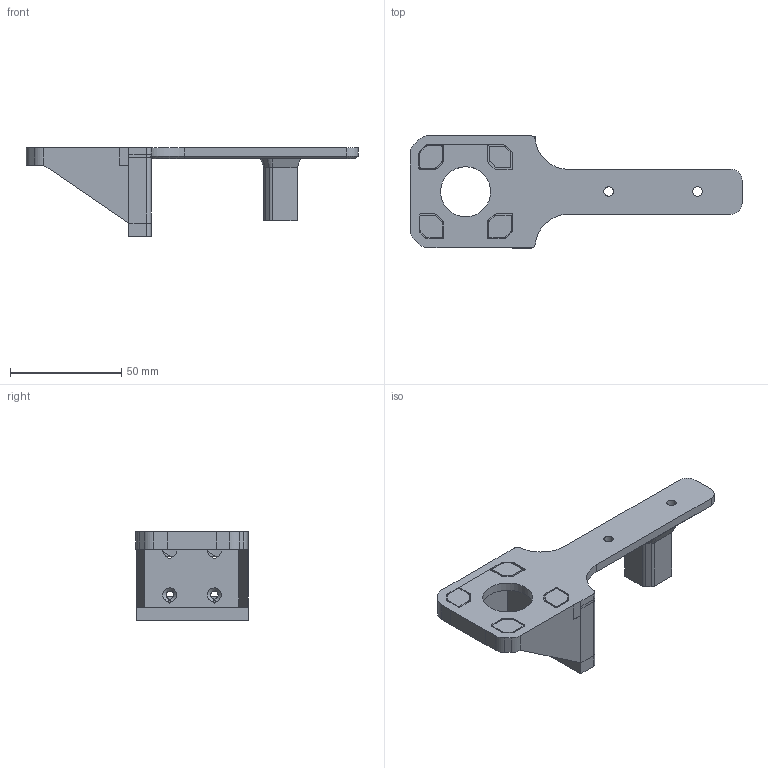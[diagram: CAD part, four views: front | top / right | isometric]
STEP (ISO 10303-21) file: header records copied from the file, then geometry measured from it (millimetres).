
FILE_DESCRIPTION(/* description */ (''),/* implementation_level */ '2;1');
FILE_NAME(/* name */ 'WoodWorker - X Axis Mount outside Rail.step',/* time_stamp */ '2025-05-23T07:56:42-04:00',/* author */ (''),/* organization */ (''),/* preprocessor_version */ 'ST-DEVELOPER v20.1',/* originating_system */ 'Autodesk Translation Framework v14.10.0.0',/* authorisation */ '');
FILE_SCHEMA (('AUTOMOTIVE_DESIGN { 1 0 10303 214 3 1 1 }'));
Length unit declared in the file: millimetre
Products named in the file (2): x Axis Mount outside Rail; Usable Carraige Cover
Assembly tree (1 placements, depth 2):
  x Axis Mount outside Rail
    Usable Carraige Cover
Bounding box: 149.36 x 50.45 x 40 mm (x, y, z)
Volume: 44126.8 mm3; surface area: 26634.5 mm2
Topology: 12 solids, 12 shells, 359 faces, 974 edges, 634 vertices
Faces by surface type: plane 258, cylinder 89, cone 12
Full cylindrical faces by diameter (mm): 3.5 x4, 4.25 x2, 4.3 x3, 22.5 x1
Entity records: 11337 total; most frequent: CARTESIAN_POINT 2016, ORIENTED_EDGE 1948, DIRECTION 1884, EDGE_CURVE 974, LINE 748, VECTOR 748, VERTEX_POINT 634, AXIS2_PLACEMENT_3D 568
